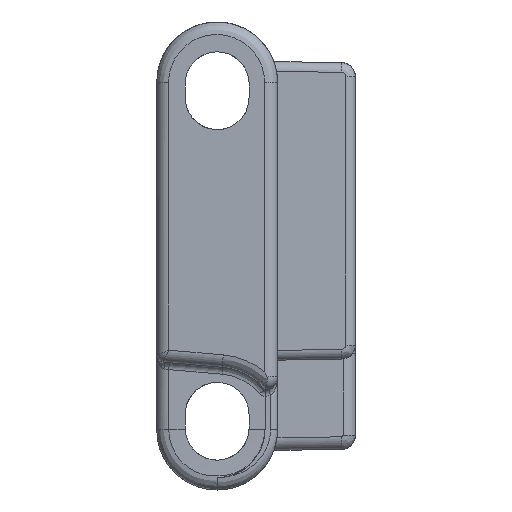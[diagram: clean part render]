
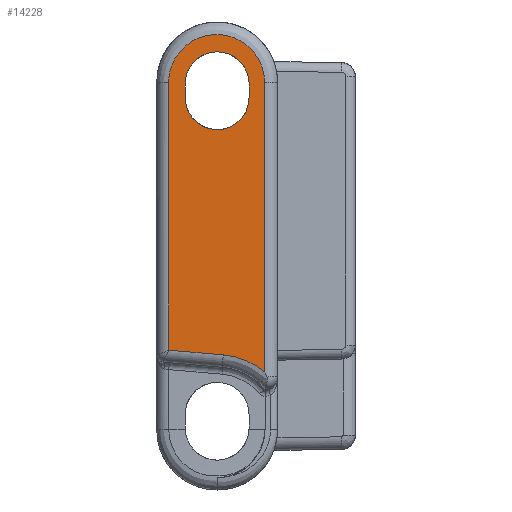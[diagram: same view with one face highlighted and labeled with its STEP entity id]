
A CAD part, left-side view. The second image highlights one B-rep face of the part: STEP entity #14228.
In plain terms, the highlighted planar face has unit normal (-0.999, 0.035, 0).
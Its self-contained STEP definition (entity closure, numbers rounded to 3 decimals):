
#65 = LINE ( 'NONE', #35319, #32924 ) ;
#71 = ORIENTED_EDGE ( 'NONE', *, *, #41551, .F. ) ;
#323 = CARTESIAN_POINT ( 'NONE',  ( -42.336, -6.65, 12.4 ) ) ;
#417 = CARTESIAN_POINT ( 'NONE',  ( -42.336, -6.65, 11.4 ) ) ;
#1017 = VERTEX_POINT ( 'NONE', #34633 ) ;
#1132 = CARTESIAN_POINT ( 'NONE',  ( -42.271, -4.789, -7.121 ) ) ;
#1594 = CARTESIAN_POINT ( 'NONE',  ( -42.31, -5.892, -7.217 ) ) ;
#3390 = ORIENTED_EDGE ( 'NONE', *, *, #45140, .T. ) ;
#3951 = EDGE_CURVE ( 'NONE', #26067, #35692, #10087, .T. ) ;
#4136 = CARTESIAN_POINT ( 'NONE',  ( -42.408, -8.7, -1. ) ) ;
#4466 = CARTESIAN_POINT ( 'NONE',  ( -42.176, -2.05, 17. ) ) ;
#4583 = EDGE_CURVE ( 'NONE', #17361, #39186, #65, .T. ) ;
#4709 = EDGE_LOOP ( 'NONE', ( #43298, #16747, #71, #20285, #3390 ) ) ;
#4749 = ORIENTED_EDGE ( 'NONE', *, *, #22537, .T. ) ;
#5485 = VECTOR ( 'NONE', #10962, 1000. ) ;
#5664 = CARTESIAN_POINT ( 'NONE',  ( -42.176, -2.05, 12.4 ) ) ;
#6098 =( BOUNDED_CURVE ( )  B_SPLINE_CURVE ( 3, ( #1132, #1594, #15273, #36854 ),
 .UNSPECIFIED., .F., .T. ) 
 B_SPLINE_CURVE_WITH_KNOTS ( ( 4, 4 ),
 ( 1.658, 2.264 ),
 .UNSPECIFIED. ) 
 CURVE ( )  GEOMETRIC_REPRESENTATION_ITEM ( )  RATIONAL_B_SPLINE_CURVE ( ( 1., 0.97, 0.97, 1. ) ) 
 REPRESENTATION_ITEM ( '' )  );
#8256 = CARTESIAN_POINT ( 'NONE',  ( -42.176, -2.05, 11.4 ) ) ;
#8604 =( BOUNDED_CURVE ( )  B_SPLINE_CURVE ( 3, ( #29059, #4466, #21639, #11430 ),
 .UNSPECIFIED., .F., .T. ) 
 B_SPLINE_CURVE_WITH_KNOTS ( ( 4, 4 ),
 ( 0., 3.142 ),
 .UNSPECIFIED. ) 
 CURVE ( )  GEOMETRIC_REPRESENTATION_ITEM ( )  RATIONAL_B_SPLINE_CURVE ( ( 1., 0.333, 0.333, 1. ) ) 
 REPRESENTATION_ITEM ( '' )  );
#9265 = CARTESIAN_POINT ( 'NONE',  ( -42.336, -6.65, 11.4 ) ) ;
#10087 = LINE ( 'NONE', #17713, #38114 ) ;
#10962 = DIRECTION ( 'NONE',  ( 0., 0., 1. ) ) ;
#11324 = DIRECTION ( 'NONE',  ( -0.999, 0.035, 0. ) ) ;
#11430 = CARTESIAN_POINT ( 'NONE',  ( -42.336, -6.65, 12.4 ) ) ;
#12204 = ORIENTED_EDGE ( 'NONE', *, *, #18298, .T. ) ;
#12531 =( BOUNDED_CURVE ( )  B_SPLINE_CURVE ( 3, ( #37153, #23469, #44105, #26712 ),
 .UNSPECIFIED., .F., .T. ) 
 B_SPLINE_CURVE_WITH_KNOTS ( ( 4, 4 ),
 ( 3.142, 6.283 ),
 .UNSPECIFIED. ) 
 CURVE ( )  GEOMETRIC_REPRESENTATION_ITEM ( )  RATIONAL_B_SPLINE_CURVE ( ( 1., 0.333, 0.333, 1. ) ) 
 REPRESENTATION_ITEM ( '' )  );
#13168 = EDGE_CURVE ( 'NONE', #38837, #26155, #8604, .T. ) ;
#13222 = CARTESIAN_POINT ( 'NONE',  ( -42.375, -7.769, -8.346 ) ) ;
#13347 = ORIENTED_EDGE ( 'NONE', *, *, #13168, .T. ) ;
#14228 = ADVANCED_FACE ( 'NONE', ( #17811, #28484 ), #32206, .T. ) ;
#14421 = LINE ( 'NONE', #28570, #5485 ) ;
#14955 = EDGE_LOOP ( 'NONE', ( #13347, #27929, #4749, #19825, #12204 ) ) ;
#15273 = CARTESIAN_POINT ( 'NONE',  ( -42.346, -6.917, -7.638 ) ) ;
#16747 = ORIENTED_EDGE ( 'NONE', *, *, #18671, .T. ) ;
#17361 = VERTEX_POINT ( 'NONE', #13222 ) ;
#17713 = CARTESIAN_POINT ( 'NONE',  ( -42.388, -8.14, -7.414 ) ) ;
#17811 = FACE_BOUND ( 'NONE', #14955, .T. ) ;
#17965 = VECTOR ( 'NONE', #32770, 1000. ) ;
#18298 = EDGE_CURVE ( 'NONE', #1017, #38837, #29323, .T. ) ;
#18475 =( BOUNDED_CURVE ( )  B_SPLINE_CURVE ( 3, ( #417, #45860, #28692, #42858 ),
 .UNSPECIFIED., .F., .T. ) 
 B_SPLINE_CURVE_WITH_KNOTS ( ( 4, 4 ),
 ( 3.142, 4.712 ),
 .UNSPECIFIED. ) 
 CURVE ( )  GEOMETRIC_REPRESENTATION_ITEM ( )  RATIONAL_B_SPLINE_CURVE ( ( 1., 0.805, 0.805, 1. ) ) 
 REPRESENTATION_ITEM ( '' )  );
#18671 = EDGE_CURVE ( 'NONE', #39186, #29128, #12531, .T. ) ;
#19825 = ORIENTED_EDGE ( 'NONE', *, *, #37605, .T. ) ;
#20285 = ORIENTED_EDGE ( 'NONE', *, *, #3951, .T. ) ;
#20867 = VERTEX_POINT ( 'NONE', #40352 ) ;
#21639 = CARTESIAN_POINT ( 'NONE',  ( -42.336, -6.65, 17. ) ) ;
#21791 = CARTESIAN_POINT ( 'NONE',  ( -42.271, -4.789, -7.121 ) ) ;
#22368 = CARTESIAN_POINT ( 'NONE',  ( -42.176, -2.05, 12.4 ) ) ;
#22537 = EDGE_CURVE ( 'NONE', #44269, #20867, #18475, .T. ) ;
#23469 = CARTESIAN_POINT ( 'NONE',  ( -42.375, -7.769, 19.4 ) ) ;
#23489 = CARTESIAN_POINT ( 'NONE',  ( -42.375, -7.769, 12.5 ) ) ;
#24465 = DIRECTION ( 'NONE',  ( -0.035, -0.996, -0.087 ) ) ;
#24634 = DIRECTION ( 'NONE',  ( 0., 0., 1. ) ) ;
#26067 = VERTEX_POINT ( 'NONE', #38010 ) ;
#26155 = VERTEX_POINT ( 'NONE', #40272 ) ;
#26712 = CARTESIAN_POINT ( 'NONE',  ( -42.134, -0.869, 12.5 ) ) ;
#27841 = VECTOR ( 'NONE', #29994, 1000. ) ;
#27929 = ORIENTED_EDGE ( 'NONE', *, *, #34055, .T. ) ;
#28484 = FACE_OUTER_BOUND ( 'NONE', #4709, .T. ) ;
#28570 = CARTESIAN_POINT ( 'NONE',  ( -42.134, -0.869, -16.901 ) ) ;
#28692 = CARTESIAN_POINT ( 'NONE',  ( -42.303, -5.697, 9.1 ) ) ;
#29059 = CARTESIAN_POINT ( 'NONE',  ( -42.176, -2.05, 12.4 ) ) ;
#29128 = VERTEX_POINT ( 'NONE', #44749 ) ;
#29323 = LINE ( 'NONE', #22368, #27841 ) ;
#29375 = CARTESIAN_POINT ( 'NONE',  ( -42.209, -3.003, 9.1 ) ) ;
#29994 = DIRECTION ( 'NONE',  ( 0., 0., 1. ) ) ;
#32206 = PLANE ( 'NONE',  #40562 ) ;
#32770 = DIRECTION ( 'NONE',  ( 0., 0., -1. ) ) ;
#32924 = VECTOR ( 'NONE', #24634, 1000. ) ;
#34055 = EDGE_CURVE ( 'NONE', #26155, #44269, #36263, .T. ) ;
#34633 = CARTESIAN_POINT ( 'NONE',  ( -42.176, -2.05, 11.4 ) ) ;
#35319 = CARTESIAN_POINT ( 'NONE',  ( -42.375, -7.769, -16.901 ) ) ;
#35692 = VERTEX_POINT ( 'NONE', #21791 ) ;
#36263 = LINE ( 'NONE', #323, #17965 ) ;
#36854 = CARTESIAN_POINT ( 'NONE',  ( -42.375, -7.769, -8.346 ) ) ;
#37153 = CARTESIAN_POINT ( 'NONE',  ( -42.375, -7.769, 12.5 ) ) ;
#37605 = EDGE_CURVE ( 'NONE', #20867, #1017, #45125, .T. ) ;
#38010 = CARTESIAN_POINT ( 'NONE',  ( -42.134, -0.869, -6.778 ) ) ;
#38114 = VECTOR ( 'NONE', #24465, 1000. ) ;
#38837 = VERTEX_POINT ( 'NONE', #5664 ) ;
#39186 = VERTEX_POINT ( 'NONE', #23489 ) ;
#39407 = DIRECTION ( 'NONE',  ( -0.035, -0.999, 0. ) ) ;
#40043 = CARTESIAN_POINT ( 'NONE',  ( -42.176, -2.05, 10.053 ) ) ;
#40272 = CARTESIAN_POINT ( 'NONE',  ( -42.336, -6.65, 12.4 ) ) ;
#40352 = CARTESIAN_POINT ( 'NONE',  ( -42.256, -4.35, 9.1 ) ) ;
#40562 = AXIS2_PLACEMENT_3D ( 'NONE', #4136, #11324, #39407 ) ;
#41551 = EDGE_CURVE ( 'NONE', #26067, #29128, #14421, .T. ) ;
#42858 = CARTESIAN_POINT ( 'NONE',  ( -42.256, -4.35, 9.1 ) ) ;
#43298 = ORIENTED_EDGE ( 'NONE', *, *, #4583, .T. ) ;
#43301 = CARTESIAN_POINT ( 'NONE',  ( -42.256, -4.35, 9.1 ) ) ;
#44105 = CARTESIAN_POINT ( 'NONE',  ( -42.134, -0.869, 19.4 ) ) ;
#44269 = VERTEX_POINT ( 'NONE', #9265 ) ;
#44749 = CARTESIAN_POINT ( 'NONE',  ( -42.134, -0.869, 12.5 ) ) ;
#45125 =( BOUNDED_CURVE ( )  B_SPLINE_CURVE ( 3, ( #43301, #29375, #40043, #8256 ),
 .UNSPECIFIED., .F., .T. ) 
 B_SPLINE_CURVE_WITH_KNOTS ( ( 4, 4 ),
 ( 4.712, 6.283 ),
 .UNSPECIFIED. ) 
 CURVE ( )  GEOMETRIC_REPRESENTATION_ITEM ( )  RATIONAL_B_SPLINE_CURVE ( ( 1., 0.805, 0.805, 1. ) ) 
 REPRESENTATION_ITEM ( '' )  );
#45140 = EDGE_CURVE ( 'NONE', #35692, #17361, #6098, .T. ) ;
#45860 = CARTESIAN_POINT ( 'NONE',  ( -42.336, -6.65, 10.053 ) ) ;
